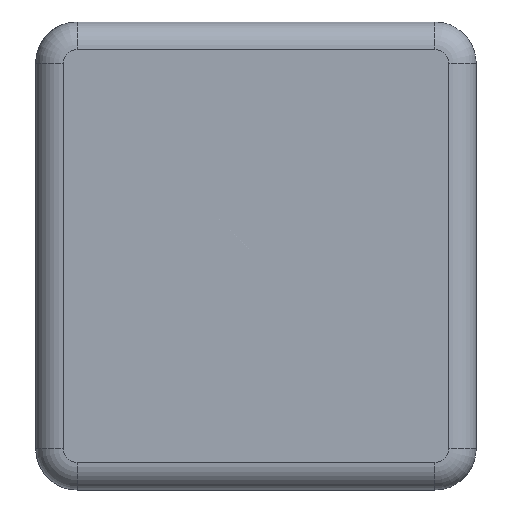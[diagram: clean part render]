
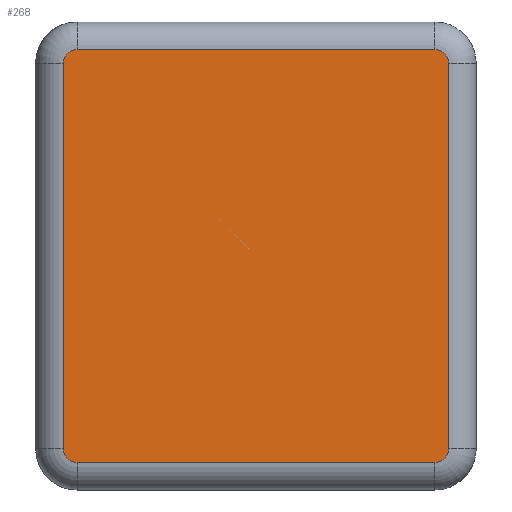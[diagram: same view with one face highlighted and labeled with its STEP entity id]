
A CAD part, left-side view. The second image highlights one B-rep face of the part: STEP entity #268.
In plain terms, the highlighted planar face has unit normal (-1, 0, 0).
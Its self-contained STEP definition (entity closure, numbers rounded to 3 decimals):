
#53 = VERTEX_POINT ( 'NONE', #1598 ) ;
#62 = CARTESIAN_POINT ( 'NONE',  ( -1.4, 0.7, -0.7 ) ) ;
#73 = CARTESIAN_POINT ( 'NONE',  ( -1.4, 0.65, 0.7 ) ) ;
#82 = VERTEX_POINT ( 'NONE', #1647 ) ;
#123 = PLANE ( 'NONE',  #1674 ) ;
#168 = VERTEX_POINT ( 'NONE', #2003 ) ;
#235 = CIRCLE ( 'NONE', #1328, 0.05 ) ;
#268 = ADVANCED_FACE ( 'NONE', ( #355 ), #123, .T. ) ;
#269 = CARTESIAN_POINT ( 'NONE',  ( -1.4, -0.65, 0.75 ) ) ;
#274 = VERTEX_POINT ( 'NONE', #1212 ) ;
#276 = CARTESIAN_POINT ( 'NONE',  ( -1.4, 0.65, -0.7 ) ) ;
#302 = CARTESIAN_POINT ( 'NONE',  ( -1.4, 0.65, -0.7 ) ) ;
#334 = ORIENTED_EDGE ( 'NONE', *, *, #1108, .T. ) ;
#352 = VECTOR ( 'NONE', #1684, 1000. ) ;
#355 = FACE_OUTER_BOUND ( 'NONE', #1941, .T. ) ;
#394 = DIRECTION ( 'NONE',  ( -1., 0., 0. ) ) ;
#398 = DIRECTION ( 'NONE',  ( 0., 0., 1. ) ) ;
#510 = DIRECTION ( 'NONE',  ( 0., 1., 0. ) ) ;
#528 = EDGE_CURVE ( 'NONE', #53, #274, #1356, .T. ) ;
#554 = VERTEX_POINT ( 'NONE', #789 ) ;
#579 = AXIS2_PLACEMENT_3D ( 'NONE', #1541, #2072, #1889 ) ;
#622 = EDGE_CURVE ( 'NONE', #1244, #1169, #235, .T. ) ;
#649 = DIRECTION ( 'NONE',  ( -1., 0., 0. ) ) ;
#684 = DIRECTION ( 'NONE',  ( 0., -1., 0. ) ) ;
#718 = CARTESIAN_POINT ( 'NONE',  ( -1.4, 0.7, 0.7 ) ) ;
#725 = ORIENTED_EDGE ( 'NONE', *, *, #528, .T. ) ;
#789 = CARTESIAN_POINT ( 'NONE',  ( -1.4, 0.65, -0.75 ) ) ;
#827 = AXIS2_PLACEMENT_3D ( 'NONE', #302, #1437, #1824 ) ;
#836 = VECTOR ( 'NONE', #684, 1000. ) ;
#886 = ORIENTED_EDGE ( 'NONE', *, *, #1643, .T. ) ;
#903 = AXIS2_PLACEMENT_3D ( 'NONE', #73, #394, #1186 ) ;
#1010 = EDGE_CURVE ( 'NONE', #1169, #168, #1264, .T. ) ;
#1058 = DIRECTION ( 'NONE',  ( -1., 0., 0. ) ) ;
#1108 = EDGE_CURVE ( 'NONE', #168, #1846, #1612, .T. ) ;
#1118 = CARTESIAN_POINT ( 'NONE',  ( -1.4, -0.7, 0.7 ) ) ;
#1169 = VERTEX_POINT ( 'NONE', #269 ) ;
#1186 = DIRECTION ( 'NONE',  ( 0., 0., 1. ) ) ;
#1192 = CARTESIAN_POINT ( 'NONE',  ( -1.4, -0.7, 0.7 ) ) ;
#1212 = CARTESIAN_POINT ( 'NONE',  ( -1.4, -0.7, -0.7 ) ) ;
#1244 = VERTEX_POINT ( 'NONE', #1118 ) ;
#1264 = LINE ( 'NONE', #1823, #1505 ) ;
#1328 = AXIS2_PLACEMENT_3D ( 'NONE', #1970, #649, #1772 ) ;
#1356 = CIRCLE ( 'NONE', #579, 0.05 ) ;
#1359 = ORIENTED_EDGE ( 'NONE', *, *, #1490, .T. ) ;
#1363 = ORIENTED_EDGE ( 'NONE', *, *, #622, .T. ) ;
#1437 = DIRECTION ( 'NONE',  ( -1., 0., 0. ) ) ;
#1440 = ORIENTED_EDGE ( 'NONE', *, *, #1010, .T. ) ;
#1469 = ORIENTED_EDGE ( 'NONE', *, *, #1632, .T. ) ;
#1490 = EDGE_CURVE ( 'NONE', #82, #554, #1502, .T. ) ;
#1502 = CIRCLE ( 'NONE', #827, 0.05 ) ;
#1505 = VECTOR ( 'NONE', #510, 1000. ) ;
#1541 = CARTESIAN_POINT ( 'NONE',  ( -1.4, -0.65, -0.7 ) ) ;
#1573 = ORIENTED_EDGE ( 'NONE', *, *, #1742, .T. ) ;
#1598 = CARTESIAN_POINT ( 'NONE',  ( -1.4, -0.65, -0.75 ) ) ;
#1612 = CIRCLE ( 'NONE', #903, 0.05 ) ;
#1632 = EDGE_CURVE ( 'NONE', #274, #1244, #1715, .T. ) ;
#1641 = LINE ( 'NONE', #62, #352 ) ;
#1643 = EDGE_CURVE ( 'NONE', #1846, #82, #1641, .T. ) ;
#1647 = CARTESIAN_POINT ( 'NONE',  ( -1.4, 0.7, -0.7 ) ) ;
#1660 = VECTOR ( 'NONE', #398, 1000. ) ;
#1674 = AXIS2_PLACEMENT_3D ( 'NONE', #276, #1058, #1877 ) ;
#1684 = DIRECTION ( 'NONE',  ( 0., 0., -1. ) ) ;
#1715 = LINE ( 'NONE', #1192, #1660 ) ;
#1742 = EDGE_CURVE ( 'NONE', #554, #53, #2032, .T. ) ;
#1772 = DIRECTION ( 'NONE',  ( 0., 0., 1. ) ) ;
#1795 = CARTESIAN_POINT ( 'NONE',  ( -1.4, -0.65, -0.75 ) ) ;
#1823 = CARTESIAN_POINT ( 'NONE',  ( -1.4, 0.65, 0.75 ) ) ;
#1824 = DIRECTION ( 'NONE',  ( 0., 0., 1. ) ) ;
#1846 = VERTEX_POINT ( 'NONE', #718 ) ;
#1877 = DIRECTION ( 'NONE',  ( 0., 0., 1. ) ) ;
#1889 = DIRECTION ( 'NONE',  ( 0., 0., 1. ) ) ;
#1941 = EDGE_LOOP ( 'NONE', ( #334, #886, #1359, #1573, #725, #1469, #1363, #1440 ) ) ;
#1970 = CARTESIAN_POINT ( 'NONE',  ( -1.4, -0.65, 0.7 ) ) ;
#2003 = CARTESIAN_POINT ( 'NONE',  ( -1.4, 0.65, 0.75 ) ) ;
#2032 = LINE ( 'NONE', #1795, #836 ) ;
#2072 = DIRECTION ( 'NONE',  ( -1., 0., 0. ) ) ;
